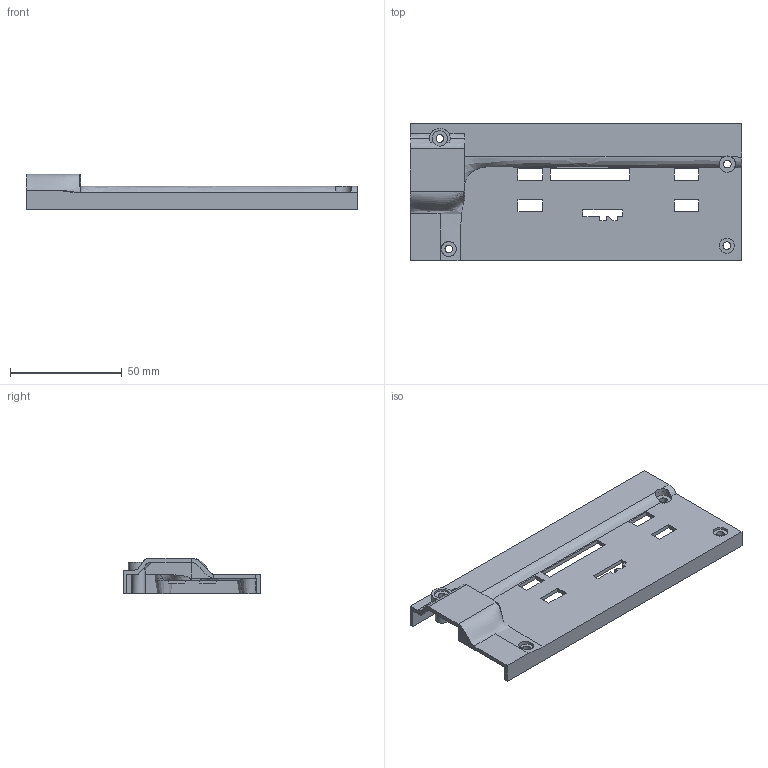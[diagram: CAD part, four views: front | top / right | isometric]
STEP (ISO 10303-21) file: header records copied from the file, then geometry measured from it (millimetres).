
FILE_DESCRIPTION(/* description */ ('STEP AP242','CAx-IF Rec.Pracs.---Representation and Presentation of Product Manufacturing Information (PMI)---4.0---2014-10-13'),/* implementation_level */ '2;1');
FILE_NAME(/* name */ 'X1P-bbox_upper_shell.step',/* time_stamp */ '2025-03-10T18:47:17+01:00',/* author */ (''),/* organization */ (''),/* preprocessor_version */ 'ST-DEVELOPER v20',/* originating_system */ 'Autodesk Translation Framework v13.20.0.188',/* authorisation */ '');
FILE_SCHEMA (('AP242_MANAGED_MODEL_BASED_3D_ENGINEERING_MIM_LF { 1 0 10303 442 1 1 4 }'));
Length unit declared in the file: millimetre
Products named in the file (2): X1P-002 bbox model; Upper shell
Assembly tree (1 placements, depth 2):
  X1P-002 bbox model
    Upper shell
Bounding box: 148.64 x 61.66 x 15.85 mm (x, y, z)
Volume: 19980.2 mm3; surface area: 23635.4 mm2
Topology: 1 solids, 1 shells, 117 faces, 343 edges, 230 vertices
Faces by surface type: plane 86, bspline 16, cylinder 12, cone 3
Full cylindrical faces by diameter (mm): 3.4 x4, 5.9 x1, 6.7 x2, 6.9 x1, 7.3 x1
Entity records: 16905 total; most frequent: CARTESIAN_POINT 13848, ORIENTED_EDGE 684, DIRECTION 510, EDGE_CURVE 342, LINE 234, VECTOR 234, VERTEX_POINT 230, EDGE_LOOP 140
